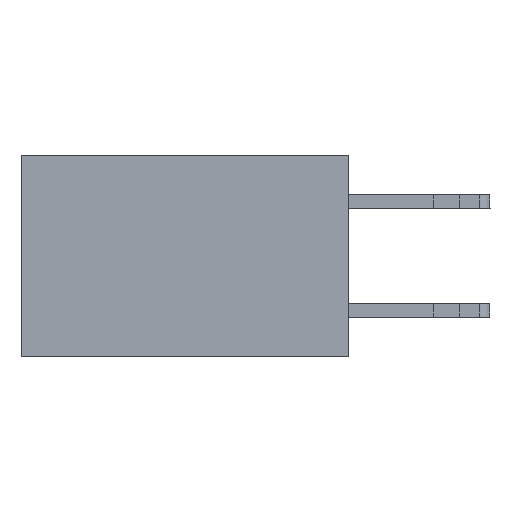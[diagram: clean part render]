
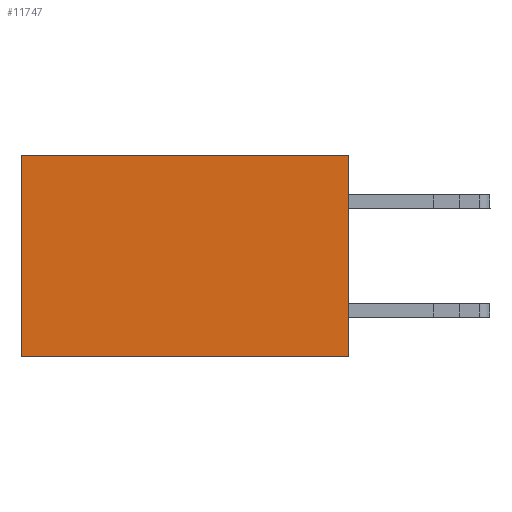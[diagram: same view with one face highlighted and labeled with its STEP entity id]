
A CAD part, left-side view. The second image highlights one B-rep face of the part: STEP entity #11747.
In plain terms, the highlighted planar face has unit normal (-1, 0, 0).
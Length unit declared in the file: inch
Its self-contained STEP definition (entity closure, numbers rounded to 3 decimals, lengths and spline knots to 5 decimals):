
#396 = VECTOR ( 'NONE', #4303, 39.37008 ) ;
#665 = EDGE_LOOP ( 'NONE', ( #9358, #6598, #1580, #1113 ) ) ;
#708 = VECTOR ( 'NONE', #11242, 39.37008 ) ;
#767 = EDGE_CURVE ( 'NONE', #8864, #8383, #9144, .T. ) ;
#976 = LINE ( 'NONE', #2827, #5513 ) ;
#980 = DIRECTION ( 'NONE',  ( 0., 1., 0. ) ) ;
#1113 = ORIENTED_EDGE ( 'NONE', *, *, #767, .T. ) ;
#1580 = ORIENTED_EDGE ( 'NONE', *, *, #3540, .F. ) ;
#1584 = DIRECTION ( 'NONE',  ( 1., 0., 0. ) ) ;
#1939 = CARTESIAN_POINT ( 'NONE',  ( 0.2615, 0., 0. ) ) ;
#2827 = CARTESIAN_POINT ( 'NONE',  ( 0.2615, 0.6, -0.37 ) ) ;
#3380 = FACE_OUTER_BOUND ( 'NONE', #665, .T. ) ;
#3464 = AXIS2_PLACEMENT_3D ( 'NONE', #7899, #1584, #11416 ) ;
#3540 = EDGE_CURVE ( 'NONE', #8864, #8987, #3997, .T. ) ;
#3808 = CARTESIAN_POINT ( 'NONE',  ( 0.2615, 0., -0.37 ) ) ;
#3997 = LINE ( 'NONE', #9221, #708 ) ;
#4303 = DIRECTION ( 'NONE',  ( 0., 1., 0. ) ) ;
#4313 = CARTESIAN_POINT ( 'NONE',  ( 0.2615, 0.6, -0.37 ) ) ;
#5052 = PLANE ( 'NONE',  #3464 ) ;
#5513 = VECTOR ( 'NONE', #10799, 39.37008 ) ;
#6308 = CARTESIAN_POINT ( 'NONE',  ( 0.2615, 0., 0. ) ) ;
#6396 = CARTESIAN_POINT ( 'NONE',  ( 0.2615, 0.6, 0. ) ) ;
#6598 = ORIENTED_EDGE ( 'NONE', *, *, #9509, .F. ) ;
#7860 = EDGE_CURVE ( 'NONE', #8383, #8222, #976, .T. ) ;
#7899 = CARTESIAN_POINT ( 'NONE',  ( 0.2615, 0., -0.37 ) ) ;
#8222 = VERTEX_POINT ( 'NONE', #4313 ) ;
#8383 = VERTEX_POINT ( 'NONE', #6396 ) ;
#8864 = VERTEX_POINT ( 'NONE', #6308 ) ;
#8987 = VERTEX_POINT ( 'NONE', #3808 ) ;
#9144 = LINE ( 'NONE', #1939, #9597 ) ;
#9221 = CARTESIAN_POINT ( 'NONE',  ( 0.2615, 0., -0.37 ) ) ;
#9358 = ORIENTED_EDGE ( 'NONE', *, *, #7860, .T. ) ;
#9430 = CARTESIAN_POINT ( 'NONE',  ( 0.2615, 0., -0.37 ) ) ;
#9509 = EDGE_CURVE ( 'NONE', #8987, #8222, #10536, .T. ) ;
#9597 = VECTOR ( 'NONE', #980, 39.37008 ) ;
#10536 = LINE ( 'NONE', #9430, #396 ) ;
#10799 = DIRECTION ( 'NONE',  ( 0., 0., -1. ) ) ;
#11242 = DIRECTION ( 'NONE',  ( 0., 0., -1. ) ) ;
#11416 = DIRECTION ( 'NONE',  ( 0., 0., -1. ) ) ;
#11747 = ADVANCED_FACE ( 'NONE', ( #3380 ), #5052, .F. ) ;
